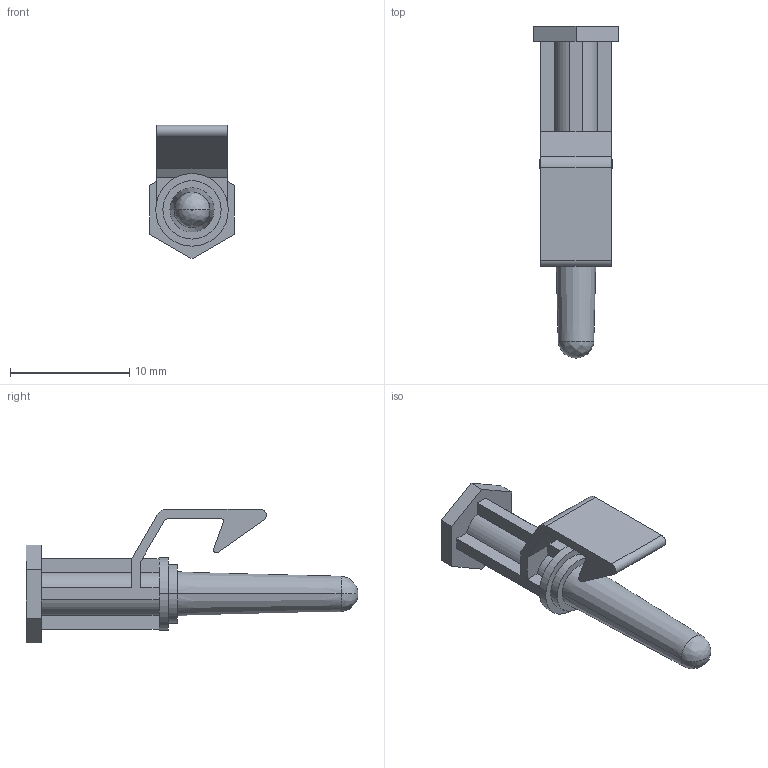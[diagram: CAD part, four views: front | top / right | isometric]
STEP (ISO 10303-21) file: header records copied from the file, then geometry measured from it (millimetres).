
FILE_DESCRIPTION((''),'2;1');
FILE_NAME('10939','2017-09-28T',('SYSTEM'),(''),'PRO/ENGINEER BY PARAMETRIC TECHNOLOGY CORPORATION, 2016360','PRO/ENGINEER BY PARAMETRIC TECHNOLOGY CORPORATION, 2016360','');
FILE_SCHEMA(('AUTOMOTIVE_DESIGN { 1 0 10303 214 1 1 1 1 }'));
Length unit declared in the file: inch
Products named in the file (1): 10939
Bounding box: 7.11 x 27.89 x 11.22 mm (x, y, z)
Volume: 418.7 mm3; surface area: 820.6 mm2
Topology: 1 solids, 1 shells, 64 faces, 166 edges, 107 vertices
Faces by surface type: plane 39, cylinder 17, cone 4, sphere 2, bspline 2
Entity records: 2754 total; most frequent: CARTESIAN_POINT 391, DIRECTION 334, ORIENTED_EDGE 328, PRESENTATION_STYLE_ASSIGNMENT 165, STYLED_ITEM 165, CURVE_STYLE 164, EDGE_CURVE 164, VECTOR 118
